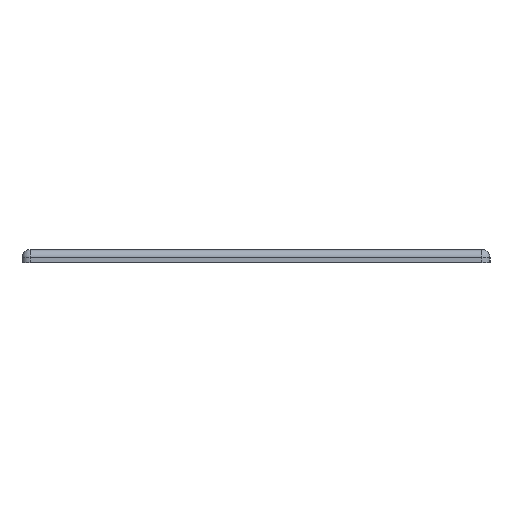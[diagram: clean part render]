
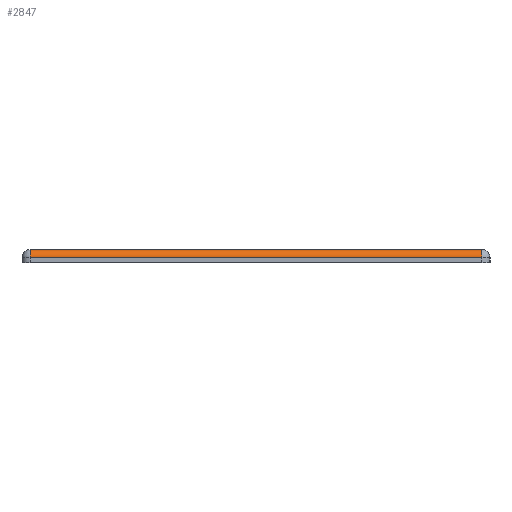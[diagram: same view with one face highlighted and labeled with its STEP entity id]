
A CAD part, left-side view. The second image highlights one B-rep face of the part: STEP entity #2847.
In plain terms, the highlighted cylindrical face has radius 1 mm (diameter 2 mm), a partial arc.
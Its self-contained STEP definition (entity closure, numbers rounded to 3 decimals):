
#132=FACE_OUTER_BOUND('',#300,.T.);
#300=EDGE_LOOP('',(#2054,#2055,#2056,#2057));
#471=LINE('',#4232,#756);
#538=LINE('',#4500,#823);
#756=VECTOR('',#3343,10.);
#823=VECTOR('',#3548,10.);
#1102=CIRCLE('',#3086,1.);
#1103=CIRCLE('',#3087,1.);
#1190=VERTEX_POINT('',#4229);
#1191=VERTEX_POINT('',#4231);
#1322=VERTEX_POINT('',#4497);
#1323=VERTEX_POINT('',#4499);
#1479=EDGE_CURVE('',#1191,#1190,#471,.T.);
#1612=EDGE_CURVE('',#1190,#1322,#1102,.T.);
#1613=EDGE_CURVE('',#1322,#1323,#538,.T.);
#1614=EDGE_CURVE('',#1323,#1191,#1103,.T.);
#2054=ORIENTED_EDGE('',*,*,#1612,.T.);
#2055=ORIENTED_EDGE('',*,*,#1613,.T.);
#2056=ORIENTED_EDGE('',*,*,#1614,.T.);
#2057=ORIENTED_EDGE('',*,*,#1479,.T.);
#2769=CYLINDRICAL_SURFACE('',#3085,1.);
#2847=ADVANCED_FACE('',(#132),#2769,.T.);
#3085=AXIS2_PLACEMENT_3D('',#4496,#3544,#3545);
#3086=AXIS2_PLACEMENT_3D('',#4498,#3546,#3547);
#3087=AXIS2_PLACEMENT_3D('',#4501,#3549,#3550);
#3343=DIRECTION('',(0.,1.,0.));
#3544=DIRECTION('center_axis',(0.,-1.,0.));
#3545=DIRECTION('ref_axis',(-0.707,0.,0.707));
#3546=DIRECTION('center_axis',(0.,-1.,0.));
#3547=DIRECTION('ref_axis',(0.,0.,1.));
#3548=DIRECTION('',(0.,-1.,0.));
#3549=DIRECTION('center_axis',(0.,1.,0.));
#3550=DIRECTION('ref_axis',(-1.,0.,0.));
#4229=CARTESIAN_POINT('',(1.,-1.,1.6));
#4231=CARTESIAN_POINT('',(1.,-56.15,1.6));
#4232=CARTESIAN_POINT('',(1.,-14.288,1.6));
#4496=CARTESIAN_POINT('Origin',(1.,-14.288,0.6));
#4497=CARTESIAN_POINT('',(0.,-1.,0.6));
#4498=CARTESIAN_POINT('Origin',(1.,-1.,0.6));
#4499=CARTESIAN_POINT('',(0.,-56.15,0.6));
#4500=CARTESIAN_POINT('',(0.,-14.288,0.6));
#4501=CARTESIAN_POINT('Origin',(1.,-56.15,0.6));
